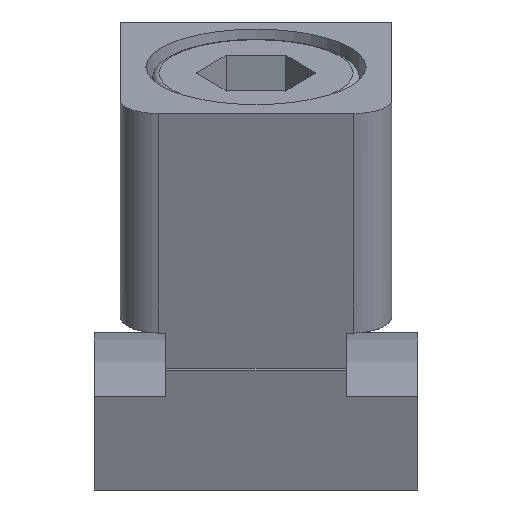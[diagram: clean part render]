
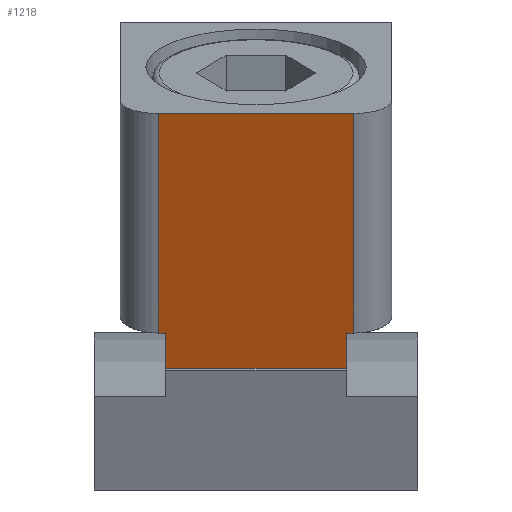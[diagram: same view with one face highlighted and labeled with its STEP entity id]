
A CAD part, left-side view. The second image highlights one B-rep face of the part: STEP entity #1218.
In plain terms, the highlighted planar face has unit normal (-0.906, 0, -0.423).
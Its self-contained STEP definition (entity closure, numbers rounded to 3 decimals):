
#34=PLANE('',#1317);
#136=LINE('',#1937,#246);
#137=LINE('',#1939,#247);
#138=LINE('',#1942,#248);
#139=LINE('',#1944,#249);
#140=LINE('',#1946,#250);
#141=LINE('',#1948,#251);
#142=LINE('',#1950,#252);
#143=LINE('',#1951,#253);
#246=VECTOR('',#1492,1000.);
#247=VECTOR('',#1495,1000.);
#248=VECTOR('',#1496,1000.);
#249=VECTOR('',#1497,1000.);
#250=VECTOR('',#1498,1000.);
#251=VECTOR('',#1499,1000.);
#252=VECTOR('',#1500,1000.);
#253=VECTOR('',#1501,1000.);
#409=ORIENTED_EDGE('',*,*,#725,.T.);
#410=ORIENTED_EDGE('',*,*,#726,.T.);
#411=ORIENTED_EDGE('',*,*,#727,.F.);
#412=ORIENTED_EDGE('',*,*,#728,.T.);
#413=ORIENTED_EDGE('',*,*,#729,.T.);
#414=ORIENTED_EDGE('',*,*,#730,.T.);
#415=ORIENTED_EDGE('',*,*,#724,.T.);
#416=ORIENTED_EDGE('',*,*,#731,.T.);
#724=EDGE_CURVE('',#884,#886,#136,.T.);
#725=EDGE_CURVE('',#887,#888,#137,.F.);
#726=EDGE_CURVE('',#888,#889,#138,.T.);
#727=EDGE_CURVE('',#890,#889,#139,.T.);
#728=EDGE_CURVE('',#890,#891,#140,.F.);
#729=EDGE_CURVE('',#891,#892,#141,.F.);
#730=EDGE_CURVE('',#892,#884,#142,.T.);
#731=EDGE_CURVE('',#886,#887,#143,.T.);
#884=VERTEX_POINT('',#1932);
#886=VERTEX_POINT('',#1936);
#887=VERTEX_POINT('',#1940);
#888=VERTEX_POINT('',#1941);
#889=VERTEX_POINT('',#1943);
#890=VERTEX_POINT('',#1945);
#891=VERTEX_POINT('',#1947);
#892=VERTEX_POINT('',#1949);
#1011=EDGE_LOOP('',(#409,#410,#411,#412,#413,#414,#415,#416));
#1107=FACE_BOUND('',#1011,.T.);
#1218=ADVANCED_FACE('',(#1107),#34,.F.);
#1317=AXIS2_PLACEMENT_3D('',#1938,#1493,#1494);
#1492=DIRECTION('',(0.,-1.,0.));
#1493=DIRECTION('',(0.906,0.,0.423));
#1494=DIRECTION('',(0.423,0.,-0.906));
#1495=DIRECTION('',(0.,1.,0.));
#1496=DIRECTION('',(-0.423,0.,0.906));
#1497=DIRECTION('',(0.,-1.,0.));
#1498=DIRECTION('',(-0.423,0.,0.906));
#1499=DIRECTION('',(0.,1.,0.));
#1500=DIRECTION('',(0.423,0.,-0.906));
#1501=DIRECTION('',(-0.423,0.,0.906));
#1932=CARTESIAN_POINT('',(-23.75,6.95,-26.741));
#1936=CARTESIAN_POINT('',(-23.75,-6.95,-26.741));
#1937=CARTESIAN_POINT('',(-23.75,10.5,-26.741));
#1938=CARTESIAN_POINT('',(-23.75,10.5,-26.741));
#1939=CARTESIAN_POINT('',(-25.019,50.,-24.02));
#1940=CARTESIAN_POINT('',(-25.019,-6.95,-24.02));
#1941=CARTESIAN_POINT('',(-25.019,-7.543,-24.02));
#1942=CARTESIAN_POINT('',(-24.132,-7.543,-25.922));
#1943=CARTESIAN_POINT('',(-32.923,-7.543,-7.069));
#1944=CARTESIAN_POINT('',(-32.923,10.5,-7.069));
#1945=CARTESIAN_POINT('',(-32.923,7.543,-7.069));
#1946=CARTESIAN_POINT('',(-24.132,7.543,-25.922));
#1947=CARTESIAN_POINT('',(-25.019,7.543,-24.02));
#1948=CARTESIAN_POINT('',(-25.019,50.,-24.02));
#1949=CARTESIAN_POINT('',(-25.019,6.95,-24.02));
#1950=CARTESIAN_POINT('',(-23.75,6.95,-26.741));
#1951=CARTESIAN_POINT('',(-23.75,-6.95,-26.741));
